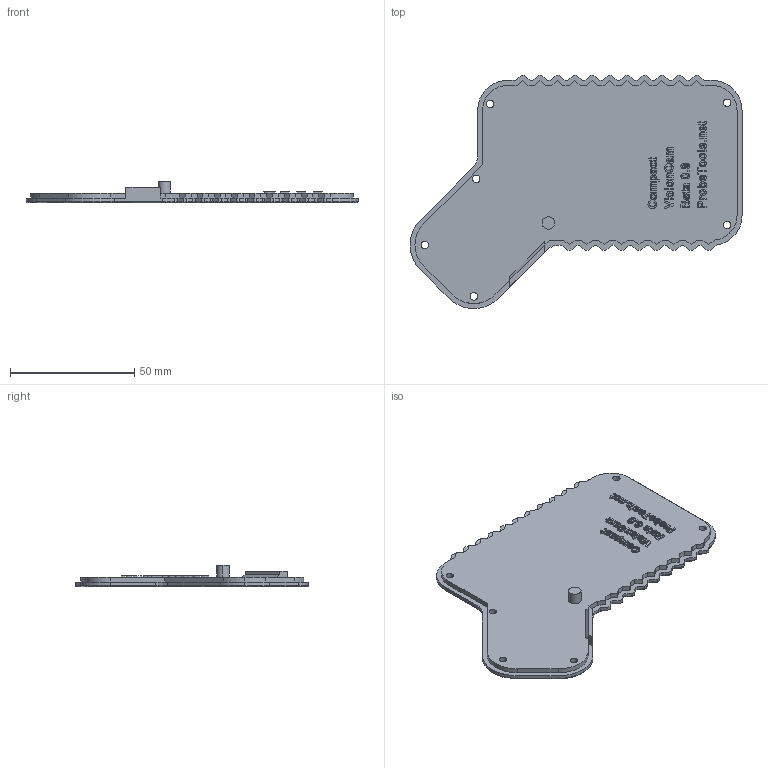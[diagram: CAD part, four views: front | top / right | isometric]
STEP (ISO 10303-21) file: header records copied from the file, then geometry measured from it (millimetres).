
FILE_DESCRIPTION (( 'STEP AP203' ), '1' );
FILE_NAME ('Compact VisionCam Back.STEP', '2017-10-26T15:47:15', ( '' ), ( '' ), 'SwSTEP 2.0', 'SolidWorks 2016', '' );
FILE_SCHEMA (( 'CONFIG_CONTROL_DESIGN' ));
Length unit declared in the file: millimetre
Products named in the file (1): Compact VisionCam Back
Bounding box: 133.54 x 93.73 x 8.57 mm (x, y, z)
Volume: 30975.3 mm3; surface area: 19159 mm2
Topology: 1 solids, 1 shells, 826 faces, 2193 edges, 1427 vertices
Faces by surface type: plane 404, bspline 289, cylinder 114, torus 19
Entity records: 39343 total; most frequent: CARTESIAN_POINT 20914, ORIENTED_EDGE 4386, DIRECTION 2711, EDGE_CURVE 2193, VECTOR 1435, LINE 1435, VERTEX_POINT 1427, EDGE_LOOP 896
